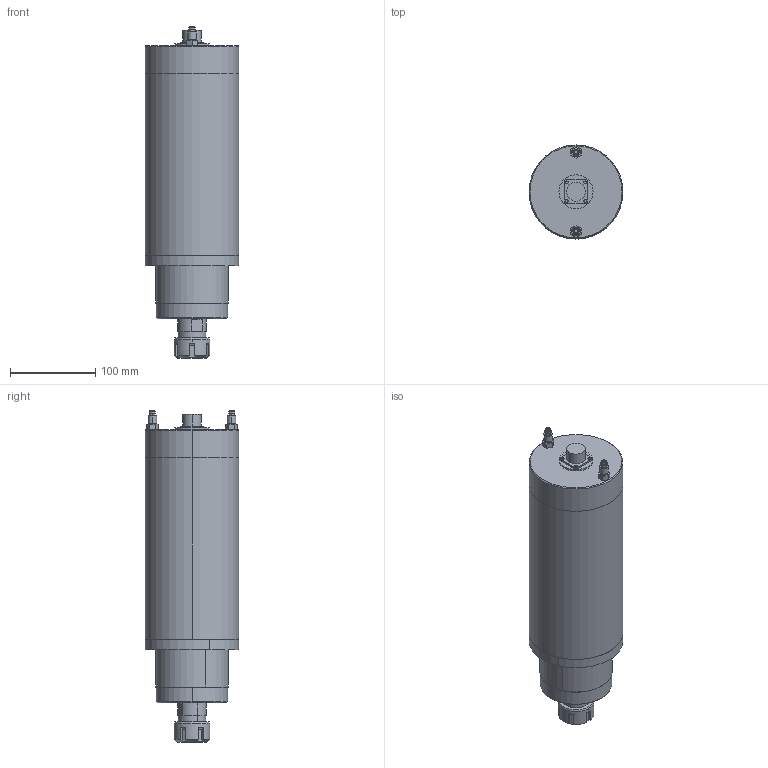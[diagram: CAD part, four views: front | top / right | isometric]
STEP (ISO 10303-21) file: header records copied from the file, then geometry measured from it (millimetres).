
FILE_DESCRIPTION (( 'STEP AP214' ), '1' );
FILE_NAME ('GDK110-9-18Z-2.2-4.STEP', '2021-05-07T03:10:05', ( '萇齟' ), ( '' ), 'SwSTEP 2.0', 'SolidWorks 2018', '' );
FILE_SCHEMA (( 'AUTOMOTIVE_DESIGN' ));
Length unit declared in the file: millimetre
Products named in the file (10): ER25-6 粟俶芠標; GDK110-9-18Z-2.2-4.4粣芛; ER25蹟簽; GDK110-9-31Z-2.2-5.0滅鳥裔; 堤盄釱脣芛28x28; GDK110-9-18Z-2.2-4; GDK110-9-31Z-2.2-5.0堤盄釱; GDK110-9-31Z-2.2-5.0儂褲; 阨郲30.5ㄗM8ㄘ; GDK110-9-18Z-2.2-4.4
Assembly tree (10 placements, depth 2):
  GDK110-9-18Z-2.2-4
    GDK110-9-31Z-2.2-5.0儂褲
    GDK110-9-31Z-2.2-5.0堤盄釱
    GDK110-9-18Z-2.2-4.4
    GDK110-9-31Z-2.2-5.0滅鳥裔
    GDK110-9-18Z-2.2-4.4粣芛
    ER25-6 粟俶芠標
    ER25蹟簽
    堤盄釱脣芛28x28
    阨郲30.5ㄗM8ㄘ  x2
Bounding box: 110 x 110 x 389.5 mm (x, y, z)
Volume: 2729970.8 mm3; surface area: 204379.3 mm2
Topology: 10 solids, 10 shells, 187 faces, 420 edges, 276 vertices
Faces by surface type: cylinder 86, plane 85, cone 16
Entity records: 5110 total; most frequent: CARTESIAN_POINT 868, DIRECTION 854, ORIENTED_EDGE 720, EDGE_CURVE 360, AXIS2_PLACEMENT_3D 350, VERTEX_POINT 236, EDGE_LOOP 194, CIRCLE 178
